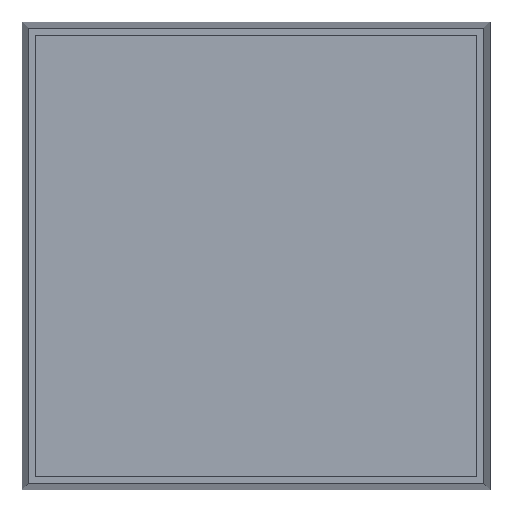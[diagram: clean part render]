
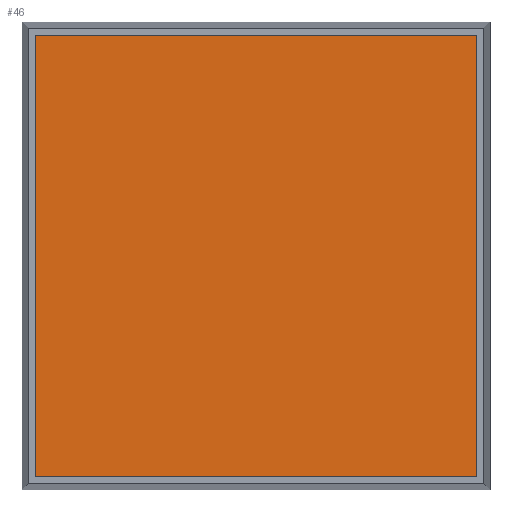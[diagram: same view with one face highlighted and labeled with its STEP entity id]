
A CAD part, top view. The second image highlights one B-rep face of the part: STEP entity #46.
In plain terms, the highlighted planar face has unit normal (0, 0, 1).
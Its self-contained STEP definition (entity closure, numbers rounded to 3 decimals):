
#46=ADVANCED_FACE('',(#67),#57,.T.);
#57=PLANE('',#227);
#67=FACE_OUTER_BOUND('',#79,.T.);
#79=EDGE_LOOP('',(#124,#125,#126,#127));
#124=ORIENTED_EDGE('',*,*,#161,.T.);
#125=ORIENTED_EDGE('',*,*,#164,.T.);
#126=ORIENTED_EDGE('',*,*,#166,.T.);
#127=ORIENTED_EDGE('',*,*,#167,.T.);
#140=VERTEX_POINT('',#312);
#141=VERTEX_POINT('',#314);
#142=VERTEX_POINT('',#318);
#143=VERTEX_POINT('',#322);
#161=EDGE_CURVE('',#141,#140,#185,.T.);
#164=EDGE_CURVE('',#140,#142,#188,.T.);
#166=EDGE_CURVE('',#142,#143,#190,.T.);
#167=EDGE_CURVE('',#143,#141,#191,.T.);
#185=LINE('',#313,#209);
#188=LINE('',#319,#212);
#190=LINE('',#323,#214);
#191=LINE('',#325,#215);
#209=VECTOR('',#259,1.);
#212=VECTOR('',#264,1.);
#214=VECTOR('',#268,1.);
#215=VECTOR('',#271,1.);
#227=AXIS2_PLACEMENT_3D('',#327,#274,#275);
#259=DIRECTION('',(0.,-1.,0.));
#264=DIRECTION('',(1.,0.,0.));
#268=DIRECTION('',(0.,1.,0.));
#271=DIRECTION('',(-1.,0.,0.));
#274=DIRECTION('',(0.,0.,1.));
#275=DIRECTION('',(1.,0.,0.));
#312=CARTESIAN_POINT('',(-19.8,-19.8,17.7));
#313=CARTESIAN_POINT('',(-19.8,19.8,17.7));
#314=CARTESIAN_POINT('',(-19.8,19.8,17.7));
#318=CARTESIAN_POINT('',(19.8,-19.8,17.7));
#319=CARTESIAN_POINT('',(-19.8,-19.8,17.7));
#322=CARTESIAN_POINT('',(19.8,19.8,17.7));
#323=CARTESIAN_POINT('',(19.8,-19.8,17.7));
#325=CARTESIAN_POINT('',(19.8,19.8,17.7));
#327=CARTESIAN_POINT('',(0.,0.,17.7));
